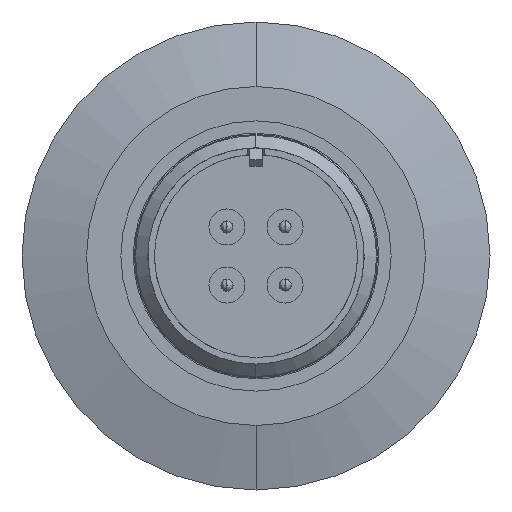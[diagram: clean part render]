
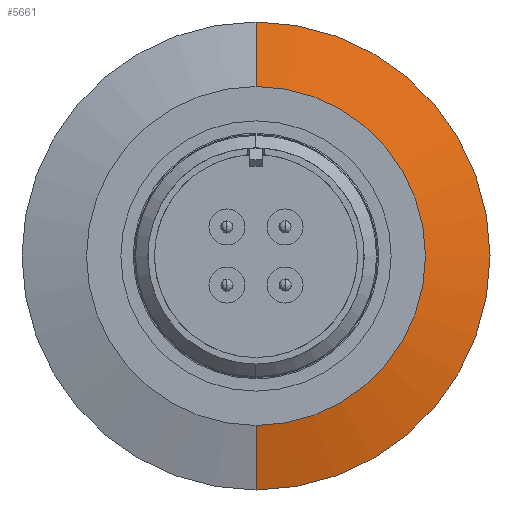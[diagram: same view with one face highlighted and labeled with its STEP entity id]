
A CAD part, front view. The second image highlights one B-rep face of the part: STEP entity #5661.
In plain terms, the highlighted conical face has half-angle 75 degrees and reference radius 27.495 mm.
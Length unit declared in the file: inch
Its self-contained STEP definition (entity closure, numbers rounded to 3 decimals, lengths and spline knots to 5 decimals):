
#200 = EDGE_LOOP ( 'NONE', ( #1025, #1026, #1027, #1028 ) ) ;
#1025 = ORIENTED_EDGE ( 'NONE', *, *, #5684, .T. ) ;
#1026 = ORIENTED_EDGE ( 'NONE', *, *, #5685, .T. ) ;
#1027 = ORIENTED_EDGE ( 'NONE', *, *, #5693, .F. ) ;
#1028 = ORIENTED_EDGE ( 'NONE', *, *, #5703, .F. ) ;
#1193 = VERTEX_POINT ( 'NONE', #4113 ) ;
#1572 = DIRECTION ( 'NONE',  ( 0., 0., 1. ) ) ;
#1575 = FACE_OUTER_BOUND ( 'NONE', #200, .T. ) ;
#1576 = DIRECTION ( 'NONE',  ( 0., 1., 0. ) ) ;
#1578 = CARTESIAN_POINT ( 'NONE',  ( 0., 1.58065, 0. ) ) ;
#1669 = CARTESIAN_POINT ( 'NONE',  ( 0., 1.58065, -1.0825 ) ) ;
#1671 = LINE ( 'NONE', #1669, #6519 ) ;
#1672 = CARTESIAN_POINT ( 'NONE',  ( 0., 1.50065, 0. ) ) ;
#1673 = DIRECTION ( 'NONE',  ( 0., 1., 0. ) ) ;
#1674 = DIRECTION ( 'NONE',  ( 0., 0., 1. ) ) ;
#1675 = DIRECTION ( 'NONE',  ( 0., 0.259, -0.966 ) ) ;
#1699 = CARTESIAN_POINT ( 'NONE',  ( 0., 1.58065, 0. ) ) ;
#1700 = DIRECTION ( 'NONE',  ( 0., 1., 0. ) ) ;
#1701 = DIRECTION ( 'NONE',  ( 0., 0., -1. ) ) ;
#1723 = CARTESIAN_POINT ( 'NONE',  ( 0., 1.58065, 1.0825 ) ) ;
#1728 = LINE ( 'NONE', #1723, #6493 ) ;
#1734 = DIRECTION ( 'NONE',  ( 0., 0.259, 0.966 ) ) ;
#1994 = VERTEX_POINT ( 'NONE', #4087 ) ;
#1995 = VERTEX_POINT ( 'NONE', #4086 ) ;
#1998 = VERTEX_POINT ( 'NONE', #4083 ) ;
#4083 = CARTESIAN_POINT ( 'NONE',  ( 0., 1.50065, -0.78394 ) ) ;
#4086 = CARTESIAN_POINT ( 'NONE',  ( 0., 1.50065, 0.78394 ) ) ;
#4087 = CARTESIAN_POINT ( 'NONE',  ( 0., 1.58065, -1.0825 ) ) ;
#4113 = CARTESIAN_POINT ( 'NONE',  ( 0., 1.58065, 1.0825 ) ) ;
#5661 = ADVANCED_FACE ( 'NONE', ( #1575 ), #6544, .T. ) ;
#5684 = EDGE_CURVE ( 'NONE', #1995, #1998, #6522, .T. ) ;
#5685 = EDGE_CURVE ( 'NONE', #1998, #1994, #1671, .T. ) ;
#5693 = EDGE_CURVE ( 'NONE', #1193, #1994, #6506, .T. ) ;
#5703 = EDGE_CURVE ( 'NONE', #1995, #1193, #1728, .T. ) ;
#6493 = VECTOR ( 'NONE', #1734, 39.37008 ) ;
#6503 = AXIS2_PLACEMENT_3D ( 'NONE', #1699, #1700, #1701 ) ;
#6506 = CIRCLE ( 'NONE', #6503, 1.0825 ) ;
#6517 = AXIS2_PLACEMENT_3D ( 'NONE', #1672, #1673, #1674 ) ;
#6519 = VECTOR ( 'NONE', #1675, 39.37008 ) ;
#6522 = CIRCLE ( 'NONE', #6517, 0.78394 ) ;
#6543 = AXIS2_PLACEMENT_3D ( 'NONE', #1578, #1576, #1572 ) ;
#6544 = CONICAL_SURFACE ( 'NONE', #6543, 1.0825, 1.309 ) ;
